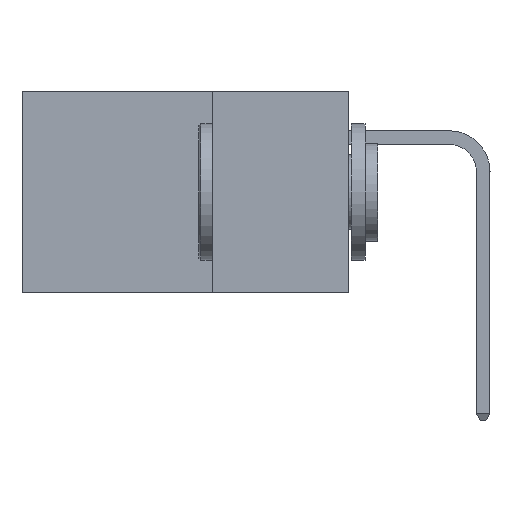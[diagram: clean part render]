
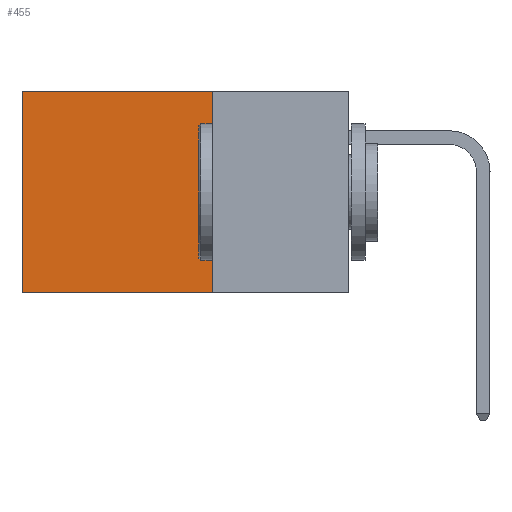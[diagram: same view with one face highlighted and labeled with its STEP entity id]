
A CAD part, left-side view. The second image highlights one B-rep face of the part: STEP entity #455.
In plain terms, the highlighted planar face has unit normal (-1, 0, 0).
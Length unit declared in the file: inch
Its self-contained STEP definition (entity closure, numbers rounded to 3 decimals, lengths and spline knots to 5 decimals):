
#249 = VERTEX_POINT ( 'NONE', #30184 ) ;
#455 = ADVANCED_FACE ( 'NONE', ( #39029 ), #29758, .F. ) ;
#2239 = LINE ( 'NONE', #5244, #4194 ) ;
#4082 = ORIENTED_EDGE ( 'NONE', *, *, #8355, .T. ) ;
#4194 = VECTOR ( 'NONE', #28685, 39.37008 ) ;
#5244 = CARTESIAN_POINT ( 'NONE',  ( 0.2875, 0.25, -0.37 ) ) ;
#5622 = LINE ( 'NONE', #7668, #10029 ) ;
#7668 = CARTESIAN_POINT ( 'NONE',  ( 0.2875, 0.25, 0. ) ) ;
#7717 = DIRECTION ( 'NONE',  ( 0., 0., -1. ) ) ;
#7855 = ORIENTED_EDGE ( 'NONE', *, *, #16278, .F. ) ;
#8355 = EDGE_CURVE ( 'NONE', #249, #32988, #25622, .T. ) ;
#8929 = CARTESIAN_POINT ( 'NONE',  ( 0.2875, 0.6, -0.37 ) ) ;
#10029 = VECTOR ( 'NONE', #29853, 39.37008 ) ;
#13184 = VECTOR ( 'NONE', #24423, 39.37008 ) ;
#13825 = DIRECTION ( 'NONE',  ( 1., 0., 0. ) ) ;
#13955 = CARTESIAN_POINT ( 'NONE',  ( 0.2875, 0.25, 0. ) ) ;
#14402 = CARTESIAN_POINT ( 'NONE',  ( 0.2875, 0.25, -0.37 ) ) ;
#16278 = EDGE_CURVE ( 'NONE', #249, #21270, #5622, .T. ) ;
#19382 = EDGE_CURVE ( 'NONE', #32988, #38850, #28962, .T. ) ;
#21270 = VERTEX_POINT ( 'NONE', #14402 ) ;
#22779 = CARTESIAN_POINT ( 'NONE',  ( 0.2875, 0.25, 0. ) ) ;
#24113 = ORIENTED_EDGE ( 'NONE', *, *, #27466, .F. ) ;
#24423 = DIRECTION ( 'NONE',  ( 0., 1., 0. ) ) ;
#24885 = AXIS2_PLACEMENT_3D ( 'NONE', #13955, #13825, #7717 ) ;
#25622 = LINE ( 'NONE', #22779, #13184 ) ;
#27329 = CARTESIAN_POINT ( 'NONE',  ( 0.2875, 0.6, 0. ) ) ;
#27466 = EDGE_CURVE ( 'NONE', #21270, #38850, #2239, .T. ) ;
#28685 = DIRECTION ( 'NONE',  ( 0., 1., 0. ) ) ;
#28962 = LINE ( 'NONE', #27329, #30939 ) ;
#29758 = PLANE ( 'NONE',  #24885 ) ;
#29853 = DIRECTION ( 'NONE',  ( 0., 0., -1. ) ) ;
#29906 = EDGE_LOOP ( 'NONE', ( #38344, #24113, #7855, #4082 ) ) ;
#30184 = CARTESIAN_POINT ( 'NONE',  ( 0.2875, 0.25, 0. ) ) ;
#30529 = DIRECTION ( 'NONE',  ( 0., 0., -1. ) ) ;
#30939 = VECTOR ( 'NONE', #30529, 39.37008 ) ;
#32988 = VERTEX_POINT ( 'NONE', #39304 ) ;
#38344 = ORIENTED_EDGE ( 'NONE', *, *, #19382, .T. ) ;
#38850 = VERTEX_POINT ( 'NONE', #8929 ) ;
#39029 = FACE_OUTER_BOUND ( 'NONE', #29906, .T. ) ;
#39304 = CARTESIAN_POINT ( 'NONE',  ( 0.2875, 0.6, 0. ) ) ;
